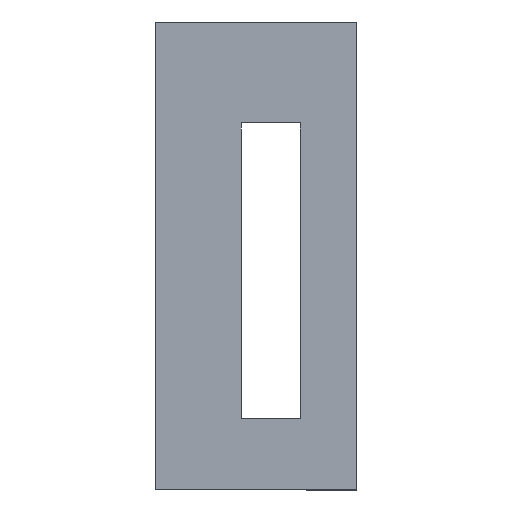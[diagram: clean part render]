
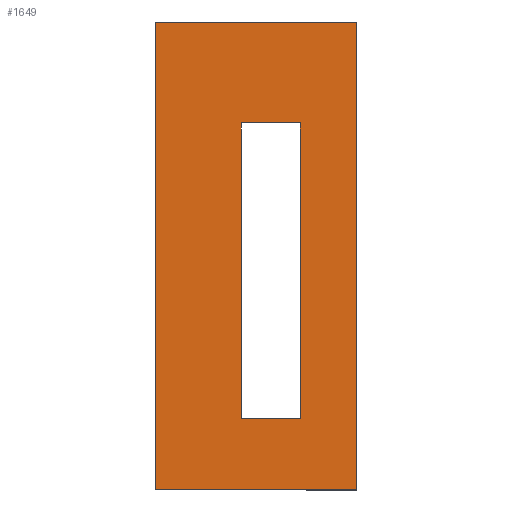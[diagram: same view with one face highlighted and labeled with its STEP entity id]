
A CAD part, front view. The second image highlights one B-rep face of the part: STEP entity #1649.
In plain terms, the highlighted planar face has unit normal (0, -1, 0).
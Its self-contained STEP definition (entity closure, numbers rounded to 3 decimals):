
#18 = CARTESIAN_POINT ( 'NONE',  ( -51.5, -73.5, -74.5 ) ) ;
#27 = FACE_OUTER_BOUND ( 'NONE', #1033, .T. ) ;
#34 = DIRECTION ( 'NONE',  ( 0., 1., 0. ) ) ;
#50 = LINE ( 'NONE', #1418, #1425 ) ;
#131 = EDGE_CURVE ( 'NONE', #525, #469, #208, .T. ) ;
#146 = EDGE_CURVE ( 'NONE', #1171, #555, #1054, .T. ) ;
#171 = VECTOR ( 'NONE', #422, 1000. ) ;
#180 = CARTESIAN_POINT ( 'NONE',  ( -63.5, -73.5, -14.5 ) ) ;
#199 = CARTESIAN_POINT ( 'NONE',  ( -40., -73.5, 6. ) ) ;
#201 = EDGE_LOOP ( 'NONE', ( #584, #1427, #877, #1318 ) ) ;
#208 = LINE ( 'NONE', #753, #1476 ) ;
#255 = CARTESIAN_POINT ( 'NONE',  ( -40., -73.5, 6. ) ) ;
#263 = LINE ( 'NONE', #255, #600 ) ;
#272 = LINE ( 'NONE', #1120, #633 ) ;
#280 = DIRECTION ( 'NONE',  ( 0., 0., 1. ) ) ;
#296 = LINE ( 'NONE', #984, #171 ) ;
#314 = VECTOR ( 'NONE', #1009, 1000. ) ;
#319 = EDGE_CURVE ( 'NONE', #469, #1432, #296, .T. ) ;
#335 = DIRECTION ( 'NONE',  ( 1., 0., 0. ) ) ;
#422 = DIRECTION ( 'NONE',  ( 0., 0., -1. ) ) ;
#432 = VERTEX_POINT ( 'NONE', #1531 ) ;
#468 = DIRECTION ( 'NONE',  ( -1., 0., 0. ) ) ;
#469 = VERTEX_POINT ( 'NONE', #180 ) ;
#470 = CARTESIAN_POINT ( 'NONE',  ( -81., -73.5, 6. ) ) ;
#473 = EDGE_CURVE ( 'NONE', #1432, #1462, #50, .T. ) ;
#500 = CARTESIAN_POINT ( 'NONE',  ( -40., -73.5, -89. ) ) ;
#507 = EDGE_CURVE ( 'NONE', #1171, #723, #866, .T. ) ;
#525 = VERTEX_POINT ( 'NONE', #1474 ) ;
#555 = VERTEX_POINT ( 'NONE', #1333 ) ;
#582 = CARTESIAN_POINT ( 'NONE',  ( 0., -73.5, 0. ) ) ;
#584 = ORIENTED_EDGE ( 'NONE', *, *, #473, .F. ) ;
#600 = VECTOR ( 'NONE', #280, 1000. ) ;
#605 = FACE_BOUND ( 'NONE', #201, .T. ) ;
#615 = VECTOR ( 'NONE', #623, 1000. ) ;
#623 = DIRECTION ( 'NONE',  ( 1., 0., 0. ) ) ;
#633 = VECTOR ( 'NONE', #1484, 1000. ) ;
#665 = ORIENTED_EDGE ( 'NONE', *, *, #146, .T. ) ;
#723 = VERTEX_POINT ( 'NONE', #812 ) ;
#753 = CARTESIAN_POINT ( 'NONE',  ( -51.5, -73.5, -14.5 ) ) ;
#773 = DIRECTION ( 'NONE',  ( -1., 0., 0. ) ) ;
#812 = CARTESIAN_POINT ( 'NONE',  ( -81., -73.5, 6. ) ) ;
#866 = LINE ( 'NONE', #470, #1244 ) ;
#877 = ORIENTED_EDGE ( 'NONE', *, *, #131, .F. ) ;
#967 = ORIENTED_EDGE ( 'NONE', *, *, #1089, .T. ) ;
#984 = CARTESIAN_POINT ( 'NONE',  ( -63.5, -73.5, -14.5 ) ) ;
#985 = AXIS2_PLACEMENT_3D ( 'NONE', #582, #34, #468 ) ;
#1009 = DIRECTION ( 'NONE',  ( -1., 0., 0. ) ) ;
#1023 = DIRECTION ( 'NONE',  ( 0., 0., 1. ) ) ;
#1033 = EDGE_LOOP ( 'NONE', ( #1377, #967, #1241, #665 ) ) ;
#1054 = LINE ( 'NONE', #500, #615 ) ;
#1089 = EDGE_CURVE ( 'NONE', #432, #723, #1142, .T. ) ;
#1120 = CARTESIAN_POINT ( 'NONE',  ( -51.5, -73.5, -14.5 ) ) ;
#1142 = LINE ( 'NONE', #199, #314 ) ;
#1171 = VERTEX_POINT ( 'NONE', #1686 ) ;
#1241 = ORIENTED_EDGE ( 'NONE', *, *, #507, .F. ) ;
#1244 = VECTOR ( 'NONE', #1023, 1000. ) ;
#1318 = ORIENTED_EDGE ( 'NONE', *, *, #1423, .F. ) ;
#1331 = EDGE_CURVE ( 'NONE', #555, #432, #263, .T. ) ;
#1333 = CARTESIAN_POINT ( 'NONE',  ( -40., -73.5, -89. ) ) ;
#1377 = ORIENTED_EDGE ( 'NONE', *, *, #1331, .T. ) ;
#1418 = CARTESIAN_POINT ( 'NONE',  ( -51.5, -73.5, -74.5 ) ) ;
#1423 = EDGE_CURVE ( 'NONE', #1462, #525, #272, .T. ) ;
#1425 = VECTOR ( 'NONE', #335, 1000. ) ;
#1427 = ORIENTED_EDGE ( 'NONE', *, *, #319, .F. ) ;
#1432 = VERTEX_POINT ( 'NONE', #1761 ) ;
#1462 = VERTEX_POINT ( 'NONE', #18 ) ;
#1474 = CARTESIAN_POINT ( 'NONE',  ( -51.5, -73.5, -14.5 ) ) ;
#1476 = VECTOR ( 'NONE', #773, 1000. ) ;
#1484 = DIRECTION ( 'NONE',  ( 0., 0., 1. ) ) ;
#1531 = CARTESIAN_POINT ( 'NONE',  ( -40., -73.5, 6. ) ) ;
#1649 = ADVANCED_FACE ( 'NONE', ( #605, #27 ), #1700, .F. ) ;
#1686 = CARTESIAN_POINT ( 'NONE',  ( -81., -73.5, -89. ) ) ;
#1700 = PLANE ( 'NONE',  #985 ) ;
#1761 = CARTESIAN_POINT ( 'NONE',  ( -63.5, -73.5, -74.5 ) ) ;
